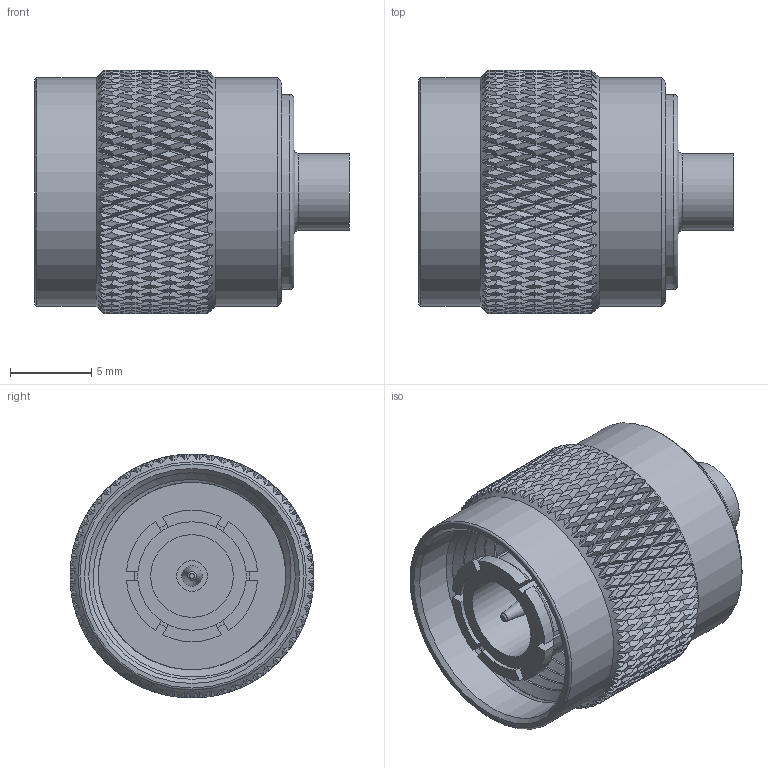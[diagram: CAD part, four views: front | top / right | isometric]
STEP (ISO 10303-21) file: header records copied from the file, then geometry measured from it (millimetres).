
FILE_DESCRIPTION (( 'STEP AP203' ), '1' );
FILE_NAME ('PE44709.step', '2019-11-12T16:03:57', ( '' ), ( '' ), 'SwSTEP 2.0', 'SolidWorks 2018', '' );
FILE_SCHEMA (( 'CONFIG_CONTROL_DESIGN' ));
Length unit declared in the file: inch
Products named in the file (1): PE44709
Bounding box: 19.3 x 14.99 x 14.99 mm (x, y, z)
Volume: 1725.5 mm3; surface area: 2150.8 mm2
Topology: 1 solids, 1 shells, 2129 faces, 4538 edges, 2419 vertices
Faces by surface type: bspline 1683, cylinder 394, plane 35, cone 13, torus 4
Full cylindrical faces by diameter (mm): 1.27 x1, 1.905 x1, 3.708 x1, 4.737 x1, 5.08 x1, 7.061 x1, 11.989 x1, 12.7 x6, 14.021 x2
Entity records: 85485 total; most frequent: CARTESIAN_POINT 58272, ORIENTED_EDGE 8986, EDGE_CURVE 4493, VERTEX_POINT 2400, EDGE_LOOP 2151, FACE_OUTER_BOUND 2137, ADVANCED_FACE 2123, B_SPLINE_CURVE_WITH_KNOTS 2060
